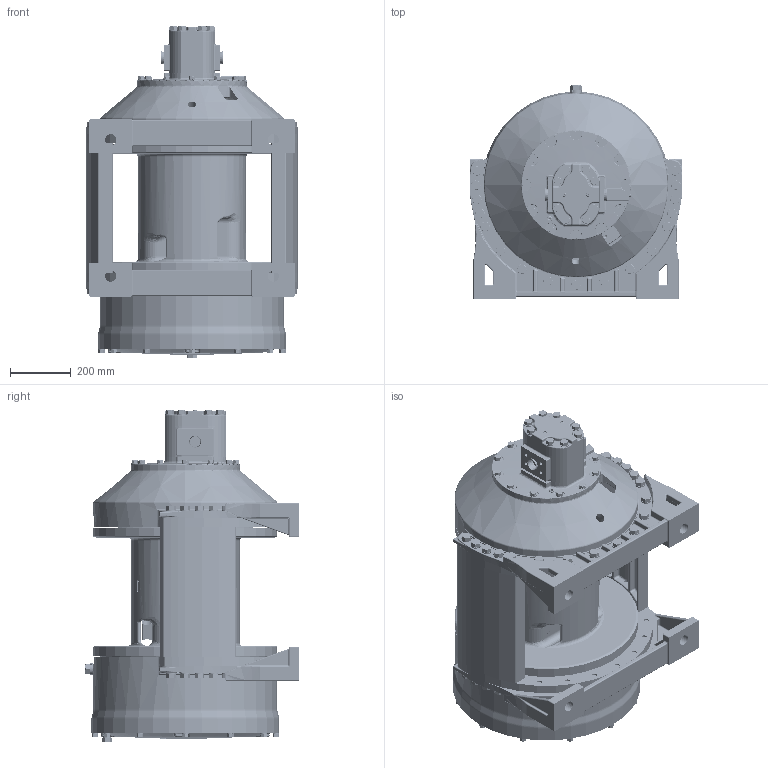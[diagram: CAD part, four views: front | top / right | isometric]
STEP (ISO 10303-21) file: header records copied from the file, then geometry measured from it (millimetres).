
FILE_DESCRIPTION((''),'2;1');
FILE_NAME('TWG-TEMP','2020-10-11T21:56:43',('Administrator'),(''),'CREO PARAMETRIC BY PTC INC, 2019030','CREO PARAMETRIC BY PTC INC, 2019030','');
FILE_SCHEMA(('AUTOMOTIVE_DESIGN { 1 0 10303 214 1 1 1 1 }'));
Length unit declared in the file: inch
Products named in the file (1): TWG-TEMP
Bounding box: 698.5 x 699.57 x 1088.98 mm (x, y, z)
Volume: 523.6 mm3; surface area: 8063848 mm2
Topology: 1 solids, 335 shells, 6167 faces, 19890 edges, 13500 vertices
Faces by surface type: cylinder 1777, plane 1664, cone 777, bspline 756, torus 755, extrusion 308, sphere 130
Entity records: 365607 total; most frequent: CARTESIAN_POINT 163328, ORIENTED_EDGE 32313, DIRECTION 28585, EDGE_CURVE 19575, VERTEX_POINT 13499, AXIS2_PLACEMENT_3D 10629, B_SPLINE_CURVE_WITH_KNOTS 7350, VECTOR 7324
